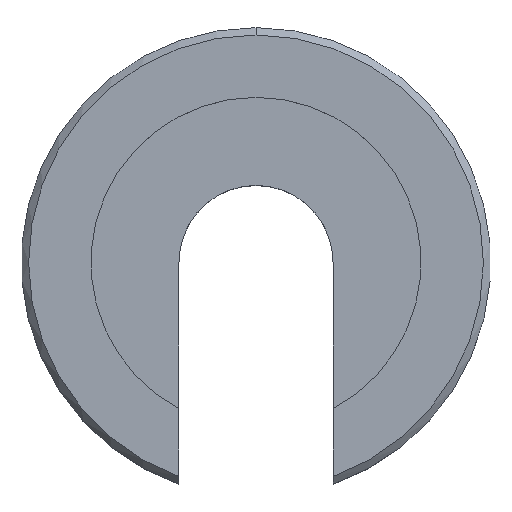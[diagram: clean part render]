
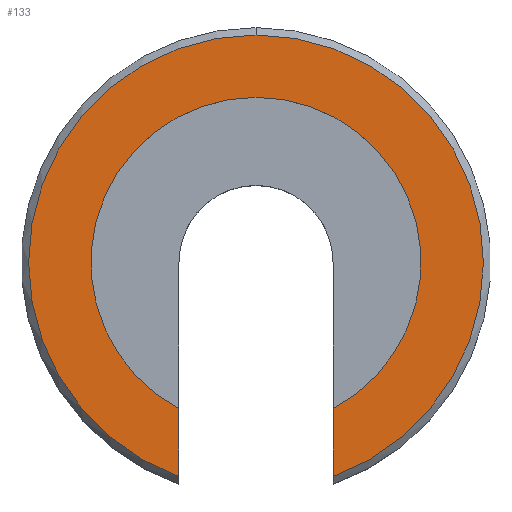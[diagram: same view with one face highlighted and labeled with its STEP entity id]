
A CAD part, top view. The second image highlights one B-rep face of the part: STEP entity #133.
In plain terms, the highlighted planar face has unit normal (0, 0, 1).
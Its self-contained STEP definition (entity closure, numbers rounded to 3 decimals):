
#113=EDGE_CURVE('',#185,#159,#273,.T.);
#115=VERTEX_POINT('',#275);
#117=EDGE_CURVE('',#115,#179,#277,.T.);
#131=EDGE_CURVE('',#159,#201,#294,.T.);
#133=ADVANCED_FACE('',(#296),#297,.T.);
#151=VERTEX_POINT('',#319);
#159=VERTEX_POINT('',#327);
#163=EDGE_CURVE('',#115,#185,#331,.T.);
#171=EDGE_CURVE('',#179,#151,#339,.T.);
#179=VERTEX_POINT('',#348);
#185=VERTEX_POINT('',#354);
#191=EDGE_CURVE('',#201,#151,#360,.T.);
#201=VERTEX_POINT('',#371);
#273=CIRCLE('',#440,22.5);
#275=CARTESIAN_POINT('',(-10.5,-29.168,14.0));
#277=CIRCLE('',#445,31.0);
#294=CIRCLE('',#465,22.5);
#296=FACE_OUTER_BOUND('',#467,.T.);
#297=PLANE('',#468);
#319=CARTESIAN_POINT('',(10.5,-29.168,14.0));
#327=CARTESIAN_POINT('',(0.,22.5,14.0));
#331=LINE('',#517,#518);
#339=CIRCLE('',#531,31.0);
#348=CARTESIAN_POINT('',(0.,31.0,14.0));
#354=CARTESIAN_POINT('',(-10.5,-19.9,14.0));
#360=LINE('',#558,#559);
#371=CARTESIAN_POINT('',(10.5,-19.9,14.0));
#440=AXIS2_PLACEMENT_3D('',#684,#685,#686);
#445=AXIS2_PLACEMENT_3D('',#687,#688,#689);
#465=AXIS2_PLACEMENT_3D('',#715,#716,#717);
#467=EDGE_LOOP('',(#719,#720,#721,#722,#723,#724));
#468=AXIS2_PLACEMENT_3D('',#725,#726,#727);
#517=CARTESIAN_POINT('',(-10.5,-2.625,14.0));
#518=VECTOR('',#772,1.0);
#531=AXIS2_PLACEMENT_3D('',#775,#776,#777);
#558=CARTESIAN_POINT('',(10.5,13.375,14.0));
#559=VECTOR('',#791,1.0);
#684=CARTESIAN_POINT('',(0.,0.0,14.0));
#685=DIRECTION('',(0.0,0.0,-1.0));
#686=DIRECTION('',(0.,1.0,0.0));
#687=CARTESIAN_POINT('',(0.,0.0,14.0));
#688=DIRECTION('',(0.0,0.0,-1.0));
#689=DIRECTION('',(0.,1.0,0.0));
#715=CARTESIAN_POINT('',(0.,0.0,14.0));
#716=DIRECTION('',(0.0,0.0,-1.0));
#717=DIRECTION('',(0.,1.0,0.0));
#719=ORIENTED_EDGE('',*,*,#191,.T.);
#720=ORIENTED_EDGE('',*,*,#171,.F.);
#721=ORIENTED_EDGE('',*,*,#117,.F.);
#722=ORIENTED_EDGE('',*,*,#163,.T.);
#723=ORIENTED_EDGE('',*,*,#113,.T.);
#724=ORIENTED_EDGE('',*,*,#131,.T.);
#725=CARTESIAN_POINT('',(0.,26.75,14.0));
#726=DIRECTION('',(0.0,-0.0,1.0));
#727=DIRECTION('',(0.,1.0,0.0));
#772=DIRECTION('',(0.,1.0,0.0));
#775=CARTESIAN_POINT('',(0.,0.0,14.0));
#776=DIRECTION('',(0.0,0.0,-1.0));
#777=DIRECTION('',(0.,1.0,0.0));
#791=DIRECTION('',(0.,-1.0,0.0));
